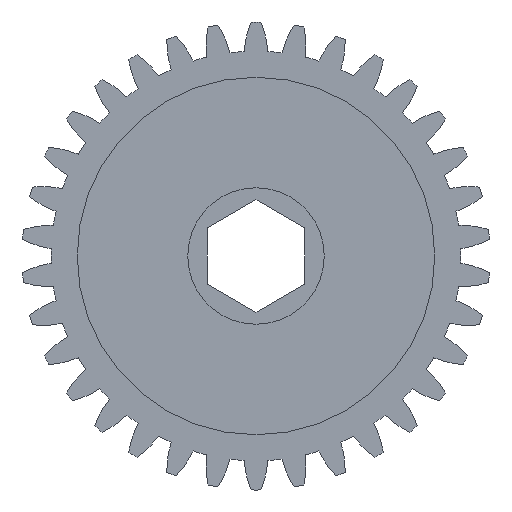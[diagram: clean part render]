
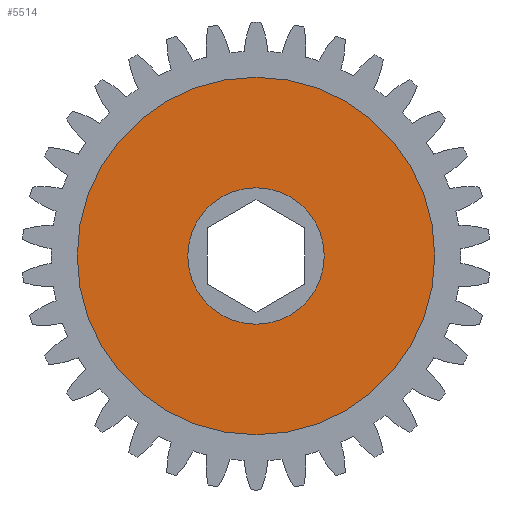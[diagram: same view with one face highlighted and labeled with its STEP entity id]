
A CAD part, left-side view. The second image highlights one B-rep face of the part: STEP entity #5514.
In plain terms, the highlighted planar face has unit normal (-1, 0, 0).
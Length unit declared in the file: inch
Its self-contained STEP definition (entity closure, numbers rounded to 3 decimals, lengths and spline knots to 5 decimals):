
#377 = CIRCLE ( 'NONE', #2570, 0.6875 ) ;
#510 = CARTESIAN_POINT ( 'NONE',  ( 0.1375, 0., -0.6875 ) ) ;
#841 = EDGE_LOOP ( 'NONE', ( #4012, #4196 ) ) ;
#879 = EDGE_CURVE ( 'NONE', #5455, #4018, #3979, .T. ) ;
#1146 = AXIS2_PLACEMENT_3D ( 'NONE', #3960, #3959, #3952 ) ;
#1230 = AXIS2_PLACEMENT_3D ( 'NONE', #2738, #2736, #2704 ) ;
#1308 = EDGE_CURVE ( 'NONE', #3742, #4877, #2113, .T. ) ;
#1416 = CARTESIAN_POINT ( 'NONE',  ( 0.1375, 0., 0.2625 ) ) ;
#1538 = AXIS2_PLACEMENT_3D ( 'NONE', #2076, #2058, #2057 ) ;
#1641 = EDGE_LOOP ( 'NONE', ( #3608, #3888 ) ) ;
#1882 = EDGE_CURVE ( 'NONE', #4877, #3742, #1949, .T. ) ;
#1949 = CIRCLE ( 'NONE', #1146, 0.2625 ) ;
#1950 = DIRECTION ( 'NONE',  ( 0., 0., -1. ) ) ;
#1989 = EDGE_CURVE ( 'NONE', #4018, #5455, #377, .T. ) ;
#2057 = DIRECTION ( 'NONE',  ( 0., 0., -1. ) ) ;
#2058 = DIRECTION ( 'NONE',  ( 1., 0., 0. ) ) ;
#2076 = CARTESIAN_POINT ( 'NONE',  ( 0.1375, 0., 0. ) ) ;
#2112 = PLANE ( 'NONE',  #5199 ) ;
#2113 = CIRCLE ( 'NONE', #1230, 0.2625 ) ;
#2125 = FACE_OUTER_BOUND ( 'NONE', #1641, .T. ) ;
#2160 = CARTESIAN_POINT ( 'NONE',  ( 0.1375, 0., -0.2625 ) ) ;
#2420 = FACE_BOUND ( 'NONE', #841, .T. ) ;
#2570 = AXIS2_PLACEMENT_3D ( 'NONE', #3446, #3437, #3426 ) ;
#2704 = DIRECTION ( 'NONE',  ( 0., 0., -1. ) ) ;
#2736 = DIRECTION ( 'NONE',  ( 1., 0., 0. ) ) ;
#2738 = CARTESIAN_POINT ( 'NONE',  ( 0.1375, 0., 0. ) ) ;
#2756 = CARTESIAN_POINT ( 'NONE',  ( 0.1375, 0., 0. ) ) ;
#3426 = DIRECTION ( 'NONE',  ( 0., 0., -1. ) ) ;
#3437 = DIRECTION ( 'NONE',  ( 1., 0., 0. ) ) ;
#3446 = CARTESIAN_POINT ( 'NONE',  ( 0.1375, 0., 0. ) ) ;
#3608 = ORIENTED_EDGE ( 'NONE', *, *, #879, .F. ) ;
#3742 = VERTEX_POINT ( 'NONE', #2160 ) ;
#3888 = ORIENTED_EDGE ( 'NONE', *, *, #1989, .F. ) ;
#3952 = DIRECTION ( 'NONE',  ( 0., 0., -1. ) ) ;
#3959 = DIRECTION ( 'NONE',  ( 1., 0., 0. ) ) ;
#3960 = CARTESIAN_POINT ( 'NONE',  ( 0.1375, 0., 0. ) ) ;
#3979 = CIRCLE ( 'NONE', #1538, 0.6875 ) ;
#4012 = ORIENTED_EDGE ( 'NONE', *, *, #1308, .T. ) ;
#4018 = VERTEX_POINT ( 'NONE', #510 ) ;
#4196 = ORIENTED_EDGE ( 'NONE', *, *, #1882, .T. ) ;
#4436 = DIRECTION ( 'NONE',  ( 1., 0., 0. ) ) ;
#4811 = CARTESIAN_POINT ( 'NONE',  ( 0.1375, 0., 0.6875 ) ) ;
#4877 = VERTEX_POINT ( 'NONE', #1416 ) ;
#5199 = AXIS2_PLACEMENT_3D ( 'NONE', #2756, #4436, #1950 ) ;
#5455 = VERTEX_POINT ( 'NONE', #4811 ) ;
#5514 = ADVANCED_FACE ( 'NONE', ( #2125, #2420 ), #2112, .F. ) ;
